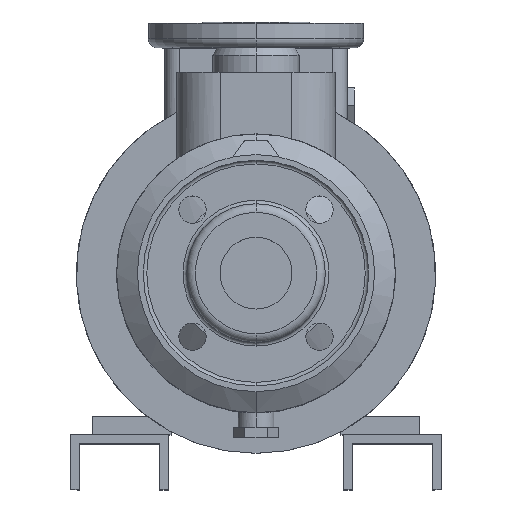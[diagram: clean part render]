
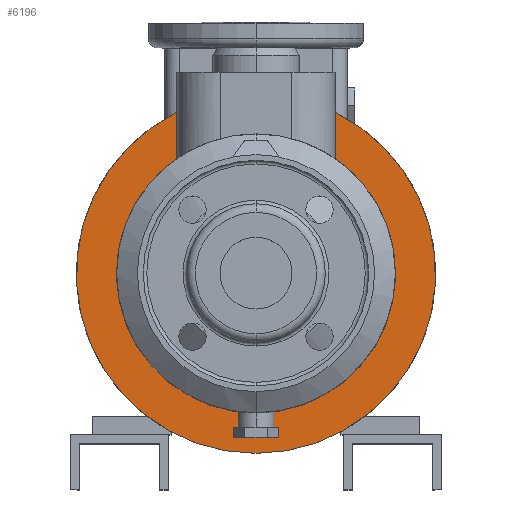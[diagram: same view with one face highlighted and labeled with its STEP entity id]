
A CAD part, top view. The second image highlights one B-rep face of the part: STEP entity #6196.
In plain terms, the highlighted planar face has unit normal (0, 0, 1).
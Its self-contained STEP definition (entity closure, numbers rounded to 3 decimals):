
#178 = CARTESIAN_POINT ( 'NONE',  ( 55., -125.002, -43. ) ) ;
#432 = ORIENTED_EDGE ( 'NONE', *, *, #4983, .F. ) ;
#501 = EDGE_CURVE ( 'NONE', #10707, #13221, #11491, .T. ) ;
#1444 = CARTESIAN_POINT ( 'NONE',  ( 0., 0., -43. ) ) ;
#1557 = EDGE_CURVE ( 'NONE', #6946, #13221, #13562, .T. ) ;
#2162 = VECTOR ( 'NONE', #5183, 1000. ) ;
#2285 = CARTESIAN_POINT ( 'NONE',  ( 0., -97., -43. ) ) ;
#2519 = DIRECTION ( 'NONE',  ( 0., 1., 0. ) ) ;
#2621 = CARTESIAN_POINT ( 'NONE',  ( 0., -125., -43. ) ) ;
#2681 = PLANE ( 'NONE',  #5895 ) ;
#3413 = CARTESIAN_POINT ( 'NONE',  ( -55., 79.9, -43. ) ) ;
#3483 = AXIS2_PLACEMENT_3D ( 'NONE', #13073, #6507, #10680 ) ;
#3533 = VECTOR ( 'NONE', #2519, 1000. ) ;
#3685 = VERTEX_POINT ( 'NONE', #2285 ) ;
#3703 = EDGE_LOOP ( 'NONE', ( #9884, #432, #5398, #12976, #7061, #4452 ) ) ;
#3875 = VERTEX_POINT ( 'NONE', #3413 ) ;
#4452 = ORIENTED_EDGE ( 'NONE', *, *, #1557, .T. ) ;
#4512 = CARTESIAN_POINT ( 'NONE',  ( -55., 112.25, -43. ) ) ;
#4745 = EDGE_CURVE ( 'NONE', #3875, #3685, #12905, .T. ) ;
#4983 = EDGE_CURVE ( 'NONE', #3685, #10707, #6109, .T. ) ;
#5183 = DIRECTION ( 'NONE',  ( 0., 1., 0. ) ) ;
#5255 = DIRECTION ( 'NONE',  ( 0., -1., 0. ) ) ;
#5398 = ORIENTED_EDGE ( 'NONE', *, *, #4745, .F. ) ;
#5894 = DIRECTION ( 'NONE',  ( 0., 1., 0. ) ) ;
#5895 = AXIS2_PLACEMENT_3D ( 'NONE', #13243, #12070, #5894 ) ;
#6093 = EDGE_CURVE ( 'NONE', #8098, #6946, #6379, .T. ) ;
#6109 = CIRCLE ( 'NONE', #3483, 97. ) ;
#6196 = ADVANCED_FACE ( 'NONE', ( #12194 ), #2681, .F. ) ;
#6223 = CARTESIAN_POINT ( 'NONE',  ( 0., 0., -43. ) ) ;
#6379 = CIRCLE ( 'NONE', #6591, 125. ) ;
#6507 = DIRECTION ( 'NONE',  ( 0., 0., 1. ) ) ;
#6591 = AXIS2_PLACEMENT_3D ( 'NONE', #1444, #8586, #12762 ) ;
#6908 = LINE ( 'NONE', #9987, #3533 ) ;
#6946 = VERTEX_POINT ( 'NONE', #2621 ) ;
#7061 = ORIENTED_EDGE ( 'NONE', *, *, #6093, .T. ) ;
#7330 = CARTESIAN_POINT ( 'NONE',  ( 0., 0., -43. ) ) ;
#8016 = EDGE_CURVE ( 'NONE', #3875, #8098, #6908, .T. ) ;
#8098 = VERTEX_POINT ( 'NONE', #4512 ) ;
#8529 = AXIS2_PLACEMENT_3D ( 'NONE', #6223, #11428, #5255 ) ;
#8586 = DIRECTION ( 'NONE',  ( 0., 0., 1. ) ) ;
#9388 = DIRECTION ( 'NONE',  ( 0., 0., 1. ) ) ;
#9884 = ORIENTED_EDGE ( 'NONE', *, *, #501, .F. ) ;
#9987 = CARTESIAN_POINT ( 'NONE',  ( -55., -125.002, -43. ) ) ;
#10387 = CARTESIAN_POINT ( 'NONE',  ( 55., 112.25, -43. ) ) ;
#10680 = DIRECTION ( 'NONE',  ( 0., -1., 0. ) ) ;
#10707 = VERTEX_POINT ( 'NONE', #11366 ) ;
#10936 = AXIS2_PLACEMENT_3D ( 'NONE', #7330, #9388, #12601 ) ;
#11366 = CARTESIAN_POINT ( 'NONE',  ( 55., 79.9, -43. ) ) ;
#11428 = DIRECTION ( 'NONE',  ( 0., 0., 1. ) ) ;
#11491 = LINE ( 'NONE', #178, #2162 ) ;
#12070 = DIRECTION ( 'NONE',  ( 0., 0., -1. ) ) ;
#12194 = FACE_OUTER_BOUND ( 'NONE', #3703, .T. ) ;
#12601 = DIRECTION ( 'NONE',  ( 0., -1., 0. ) ) ;
#12762 = DIRECTION ( 'NONE',  ( 0., -1., 0. ) ) ;
#12905 = CIRCLE ( 'NONE', #10936, 97. ) ;
#12976 = ORIENTED_EDGE ( 'NONE', *, *, #8016, .T. ) ;
#13073 = CARTESIAN_POINT ( 'NONE',  ( 0., 0., -43. ) ) ;
#13221 = VERTEX_POINT ( 'NONE', #10387 ) ;
#13243 = CARTESIAN_POINT ( 'NONE',  ( 0., 97., -43. ) ) ;
#13562 = CIRCLE ( 'NONE', #8529, 125. ) ;
